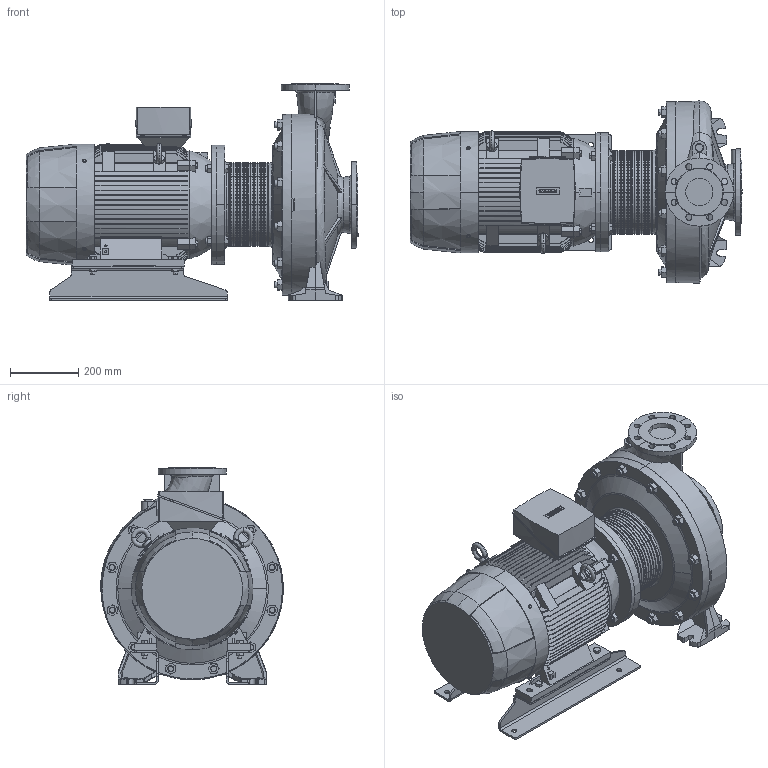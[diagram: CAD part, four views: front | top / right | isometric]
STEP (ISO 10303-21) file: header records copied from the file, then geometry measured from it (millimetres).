
FILE_DESCRIPTION (( 'STEP AP203' ), '1' );
FILE_NAME ('4_93_494_02_REV01.step', '2023-07-20T06:33:27', ( '' ), ( '' ), 'SwSTEP 2.0', 'SolidWorks 2020', '' );
FILE_SCHEMA (( 'CONFIG_CONTROL_DESIGN' ));
Products named in the file (3): 4_93_494_02_REV01; Copia di 4_66_599_REV00_pelle^4_93_494_02_REV01; Copia di 4_93_494_02_REV01^4_93_494_02_REV01
Assembly tree (2 placements, depth 2):
  4_93_494_02_REV01
    Copia di 4_93_494_02_REV01^4_93_494_02_REV01
    Copia di 4_66_599_REV00_pelle^4_93_494_02_REV01
Bounding box: 972.8 x 534.33 x 635 mm (x, y, z)
Volume: 98480089.8 mm3; surface area: 3223578.5 mm2
Topology: 1 solids, 2 shells, 2011 faces, 8812 edges, 6926 vertices
Faces by surface type: plane 1103, cylinder 388, bspline 274, cone 155, torus 91
Entity records: 140754 total; most frequent: CARTESIAN_POINT 69311, ORIENTED_EDGE 14210, DIRECTION 13539, EDGE_CURVE 8812, VERTEX_POINT 6926, AXIS2_PLACEMENT_3D 4570, LINE 4399, VECTOR 4399
